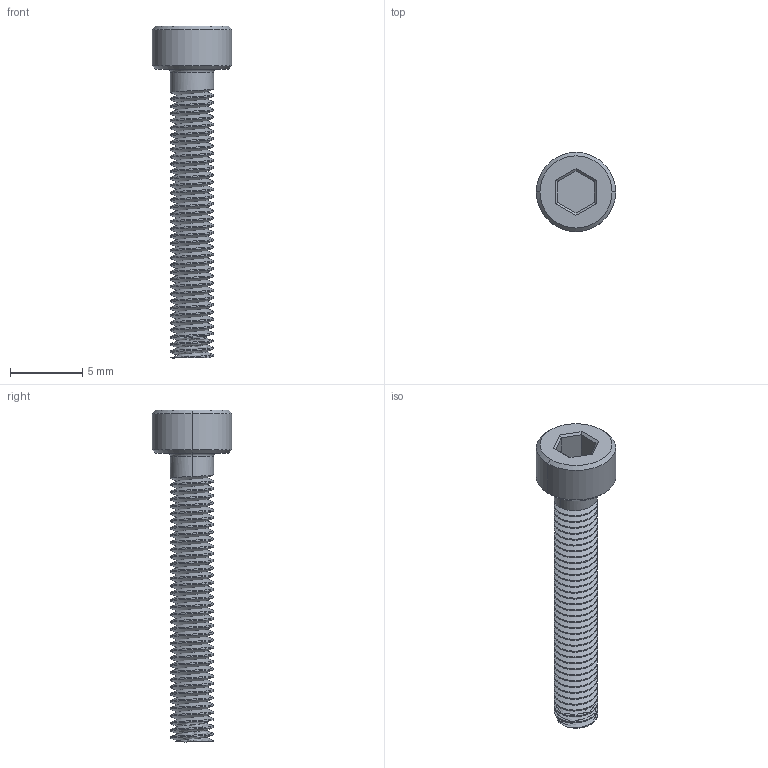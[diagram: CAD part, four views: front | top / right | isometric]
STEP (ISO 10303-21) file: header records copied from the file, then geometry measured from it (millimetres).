
FILE_DESCRIPTION (( 'STEP AP203' ), '1' );
FILE_NAME ('SHCS M3-20.STEP', '2020-01-29T09:00:33', ( '' ), ( '' ), 'SwSTEP 2.0', 'SolidWorks 2017', '' );
FILE_SCHEMA (( 'CONFIG_CONTROL_DESIGN' ));
Length unit declared in the file: millimetre
Products named in the file (1): SHCS M3-20
Bounding box: 5.5 x 5.5 x 23 mm (x, y, z)
Volume: 163.2 mm3; surface area: 476.4 mm2
Topology: 1 solids, 1 shells, 103 faces, 284 edges, 185 vertices
Faces by surface type: cylinder 77, plane 18, cone 4, torus 2, bspline 2
Entity records: 6451 total; most frequent: CARTESIAN_POINT 4209, ORIENTED_EDGE 568, DIRECTION 348, EDGE_CURVE 284, VERTEX_POINT 185, AXIS2_PLACEMENT_3D 117, LINE 114, VECTOR 114
